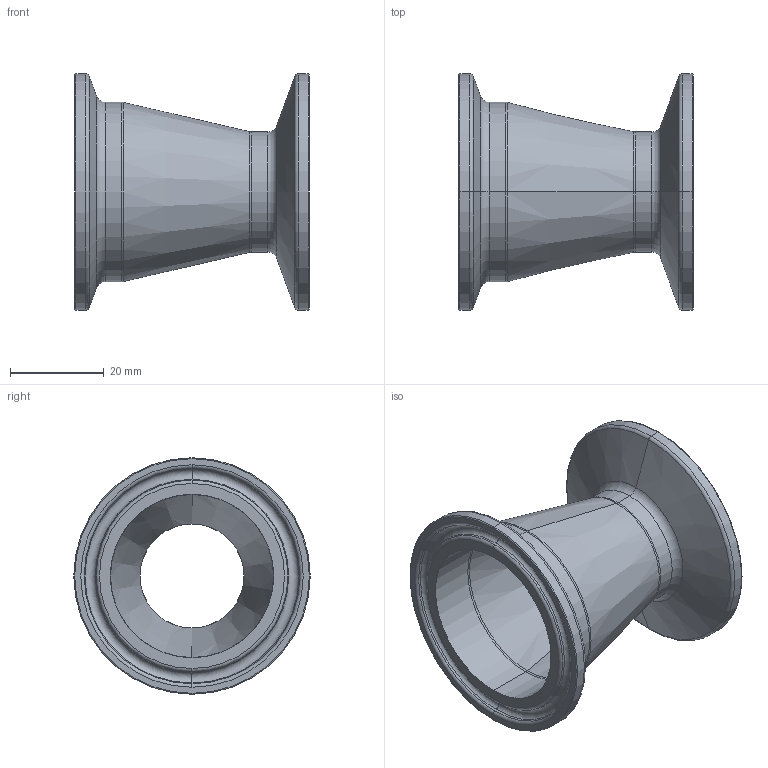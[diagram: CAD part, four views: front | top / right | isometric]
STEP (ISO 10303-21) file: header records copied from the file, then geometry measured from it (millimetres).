
FILE_DESCRIPTION (( 'STEP AP214' ), '1' );
FILE_NAME ('CR.150.100.STEP', '2020-03-27T11:57:45', ( '' ), ( '' ), 'SwSTEP 2.0', 'SolidWorks 2019', '' );
FILE_SCHEMA (( 'AUTOMOTIVE_DESIGN' ));
Length unit declared in the file: millimetre
Products named in the file (1): CR.150.100
Bounding box: 50 x 50.5 x 50.5 mm (x, y, z)
Volume: 17872.8 mm3; surface area: 14663.3 mm2
Topology: 1 solids, 1 shells, 64 faces, 128 edges, 68 vertices
Faces by surface type: torus 32, cone 16, cylinder 12, plane 4
Entity records: 1694 total; most frequent: DIRECTION 358, CARTESIAN_POINT 261, ORIENTED_EDGE 256, AXIS2_PLACEMENT_3D 165, EDGE_CURVE 128, CIRCLE 100, EDGE_LOOP 68, VERTEX_POINT 68
